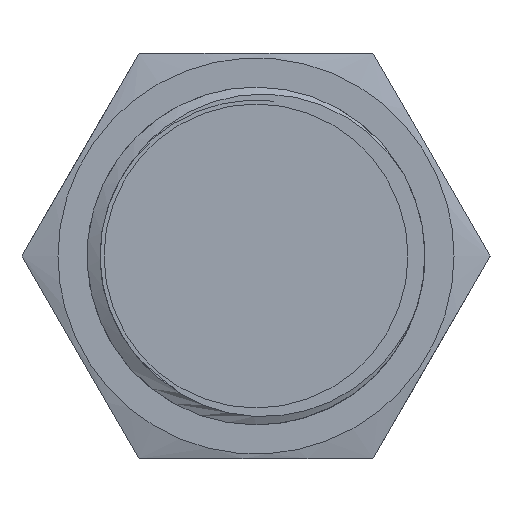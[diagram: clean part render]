
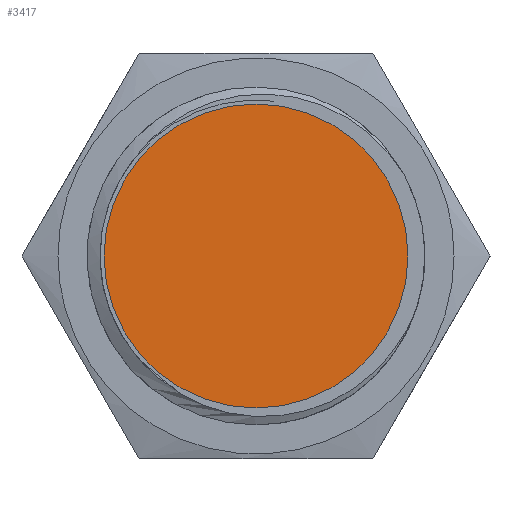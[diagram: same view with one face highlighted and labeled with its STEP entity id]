
A CAD part, left-side view. The second image highlights one B-rep face of the part: STEP entity #3417.
In plain terms, the highlighted planar face has unit normal (-1, 0, 0).
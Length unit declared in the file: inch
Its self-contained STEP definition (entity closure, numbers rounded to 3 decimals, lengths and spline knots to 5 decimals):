
#352 = VERTEX_POINT ( 'NONE', #6903 ) ;
#366 = DIRECTION ( 'NONE',  ( 1., 0., 0. ) ) ;
#1648 = CIRCLE ( 'NONE', #4093, 0.5315 ) ;
#1682 = DIRECTION ( 'NONE',  ( 1., 0., 0. ) ) ;
#1973 = PLANE ( 'NONE',  #2242 ) ;
#2242 = AXIS2_PLACEMENT_3D ( 'NONE', #5534, #366, #4822 ) ;
#2401 = EDGE_CURVE ( 'NONE', #352, #8836, #1648, .T. ) ;
#3417 = ADVANCED_FACE ( 'NONE', ( #4201 ), #1973, .F. ) ;
#3437 = CARTESIAN_POINT ( 'NONE',  ( -33.71646, 0., 5.74835 ) ) ;
#3610 = EDGE_LOOP ( 'NONE', ( #5115, #8265 ) ) ;
#4093 = AXIS2_PLACEMENT_3D ( 'NONE', #5265, #1682, #7484 ) ;
#4201 = FACE_OUTER_BOUND ( 'NONE', #3610, .T. ) ;
#4600 = CIRCLE ( 'NONE', #6715, 0.5315 ) ;
#4773 = EDGE_CURVE ( 'NONE', #8836, #352, #4600, .T. ) ;
#4822 = DIRECTION ( 'NONE',  ( 0., 0., -1. ) ) ;
#5115 = ORIENTED_EDGE ( 'NONE', *, *, #4773, .F. ) ;
#5265 = CARTESIAN_POINT ( 'NONE',  ( -33.71646, 0., 6.27985 ) ) ;
#5361 = DIRECTION ( 'NONE',  ( 1., 0., 0. ) ) ;
#5534 = CARTESIAN_POINT ( 'NONE',  ( -33.71646, 0., 6.27985 ) ) ;
#6715 = AXIS2_PLACEMENT_3D ( 'NONE', #7626, #5361, #8138 ) ;
#6903 = CARTESIAN_POINT ( 'NONE',  ( -33.71646, 0., 6.81134 ) ) ;
#7484 = DIRECTION ( 'NONE',  ( 0., 0., -1. ) ) ;
#7626 = CARTESIAN_POINT ( 'NONE',  ( -33.71646, 0., 6.27985 ) ) ;
#8138 = DIRECTION ( 'NONE',  ( 0., 0., -1. ) ) ;
#8265 = ORIENTED_EDGE ( 'NONE', *, *, #2401, .F. ) ;
#8836 = VERTEX_POINT ( 'NONE', #3437 ) ;
